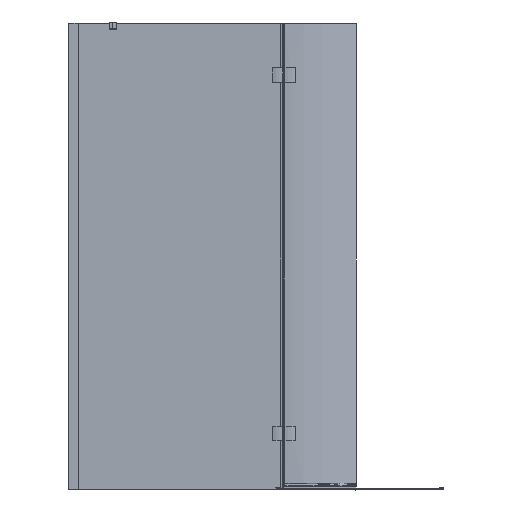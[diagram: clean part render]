
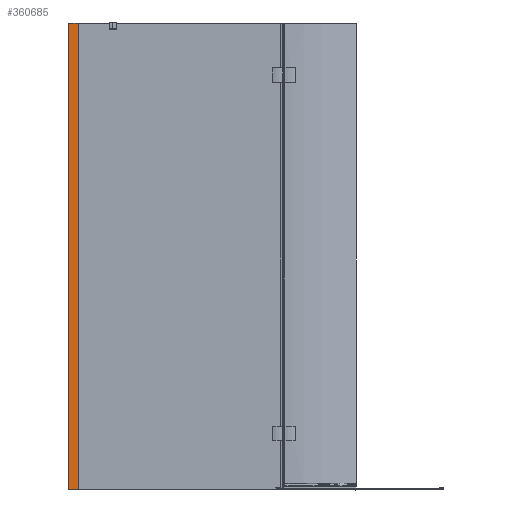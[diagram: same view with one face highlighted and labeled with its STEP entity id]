
A CAD part, top view. The second image highlights one B-rep face of the part: STEP entity #360685.
In plain terms, the highlighted cylindrical face has radius 960.746 mm (diameter 1921.49 mm), a partial arc.
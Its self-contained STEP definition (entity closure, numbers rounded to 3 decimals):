
#8977 = EDGE_LOOP ( 'NONE', ( #555326, #517316, #555500, #579589 ) ) ;
#15553 = FACE_OUTER_BOUND ( 'NONE', #8977, .T. ) ;
#25561 = CYLINDRICAL_SURFACE ( 'NONE', #209972, 960.747 ) ;
#25714 = CARTESIAN_POINT ( 'NONE',  ( -531.953, 975., -947.899 ) ) ;
#31314 = VECTOR ( 'NONE', #460577, 1000. ) ;
#33119 = LINE ( 'NONE', #672688, #589326 ) ;
#55385 = EDGE_CURVE ( 'NONE', #85925, #121116, #691867, .T. ) ;
#68937 = CARTESIAN_POINT ( 'NONE',  ( -512.49, 975.3, 12.65 ) ) ;
#85925 = VERTEX_POINT ( 'NONE', #460588 ) ;
#96065 = AXIS2_PLACEMENT_3D ( 'NONE', #727482, #786332, #722225 ) ;
#121116 = VERTEX_POINT ( 'NONE', #68937 ) ;
#163728 = CARTESIAN_POINT ( 'NONE',  ( -551.706, -975., 12.644 ) ) ;
#192552 = CIRCLE ( 'NONE', #96065, 960.747 ) ;
#209972 = AXIS2_PLACEMENT_3D ( 'NONE', #25714, #702945, #210424 ) ;
#210424 = DIRECTION ( 'NONE',  ( 0., 0., -1. ) ) ;
#226964 = VERTEX_POINT ( 'NONE', #163728 ) ;
#305988 = DIRECTION ( 'NONE',  ( 0., 1., 0. ) ) ;
#344374 = DIRECTION ( 'NONE',  ( 0., 0., -1. ) ) ;
#360685 = ADVANCED_FACE ( 'NONE', ( #15553 ), #25561, .T. ) ;
#406958 = CARTESIAN_POINT ( 'NONE',  ( -512.49, 975., 12.65 ) ) ;
#451062 = EDGE_CURVE ( 'NONE', #121116, #527163, #452252, .T. ) ;
#452252 = CIRCLE ( 'NONE', #712092, 960.747 ) ;
#460577 = DIRECTION ( 'NONE',  ( 0., 1., 0. ) ) ;
#460588 = CARTESIAN_POINT ( 'NONE',  ( -512.49, -975., 12.65 ) ) ;
#509413 = EDGE_CURVE ( 'NONE', #226964, #85925, #192552, .T. ) ;
#517316 = ORIENTED_EDGE ( 'NONE', *, *, #451062, .T. ) ;
#527163 = VERTEX_POINT ( 'NONE', #534553 ) ;
#534553 = CARTESIAN_POINT ( 'NONE',  ( -551.706, 975.3, 12.644 ) ) ;
#535991 = EDGE_CURVE ( 'NONE', #226964, #527163, #33119, .T. ) ;
#536946 = CARTESIAN_POINT ( 'NONE',  ( -531.953, 975.3, -947.899 ) ) ;
#555326 = ORIENTED_EDGE ( 'NONE', *, *, #55385, .T. ) ;
#555500 = ORIENTED_EDGE ( 'NONE', *, *, #535991, .F. ) ;
#579589 = ORIENTED_EDGE ( 'NONE', *, *, #509413, .T. ) ;
#589326 = VECTOR ( 'NONE', #305988, 1000. ) ;
#672688 = CARTESIAN_POINT ( 'NONE',  ( -551.706, 975., 12.644 ) ) ;
#691867 = LINE ( 'NONE', #406958, #31314 ) ;
#702945 = DIRECTION ( 'NONE',  ( 0., -1., 0. ) ) ;
#712092 = AXIS2_PLACEMENT_3D ( 'NONE', #536946, #777842, #344374 ) ;
#722225 = DIRECTION ( 'NONE',  ( 0., 0., -1. ) ) ;
#727482 = CARTESIAN_POINT ( 'NONE',  ( -531.953, -975., -947.899 ) ) ;
#777842 = DIRECTION ( 'NONE',  ( 0., -1., 0. ) ) ;
#786332 = DIRECTION ( 'NONE',  ( 0., 1., 0. ) ) ;
